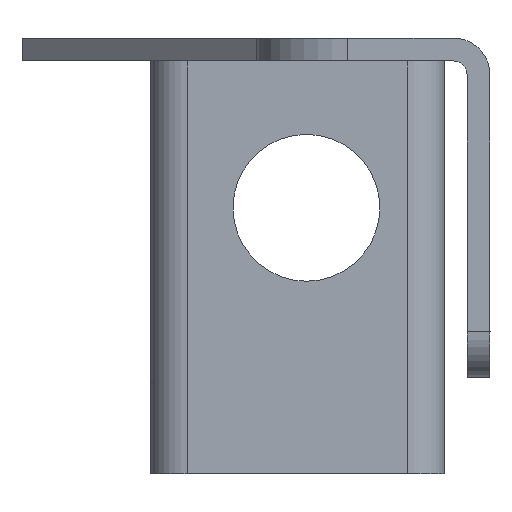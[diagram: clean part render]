
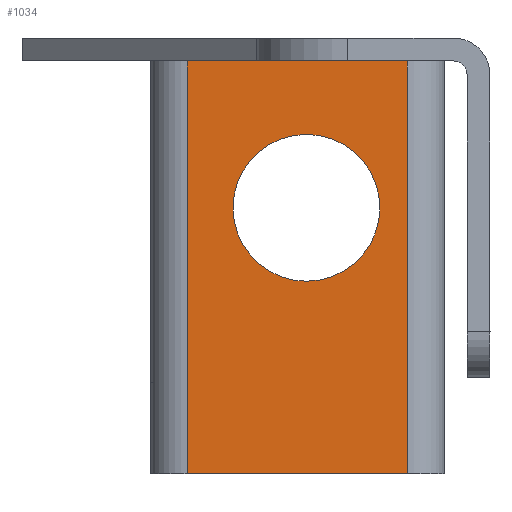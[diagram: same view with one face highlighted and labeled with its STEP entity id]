
A CAD part, left-side view. The second image highlights one B-rep face of the part: STEP entity #1034.
In plain terms, the highlighted planar face has unit normal (-1, 0, 0).
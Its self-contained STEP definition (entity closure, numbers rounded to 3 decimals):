
#10=DIRECTION('',(0.,1.,0.));
#11=VECTOR('',#10,24.004);
#12=CARTESIAN_POINT('',(303.191,8.993,-2.5));
#13=LINE('',#12,#11);
#116=DIRECTION('',(0.,-1.,0.));
#117=VECTOR('',#116,24.);
#118=CARTESIAN_POINT('',(303.191,33.,-47.5));
#119=LINE('',#118,#117);
#146=CARTESIAN_POINT('',(303.191,20.,-18.5));
#147=DIRECTION('',(-1.,0.,0.));
#148=DIRECTION('',(0.,1.,0.));
#149=AXIS2_PLACEMENT_3D('',#146,#147,#148);
#151=CARTESIAN_POINT('',(303.191,20.,-18.5));
#152=DIRECTION('',(-1.,0.,0.));
#153=DIRECTION('',(0.,-1.,0.));
#154=AXIS2_PLACEMENT_3D('',#151,#152,#153);
#160=DIRECTION('',(0.,0.,1.));
#161=VECTOR('',#160,45.);
#162=CARTESIAN_POINT('',(303.191,9.,-47.5));
#163=LINE('',#162,#161);
#189=DIRECTION('',(0.,0.,-1.));
#190=VECTOR('',#189,45.);
#191=CARTESIAN_POINT('',(303.191,32.997,-2.5));
#192=LINE('',#191,#190);
#681=CARTESIAN_POINT('',(303.191,8.993,-2.5));
#682=CARTESIAN_POINT('',(303.191,32.997,-2.5));
#683=VERTEX_POINT('',#681);
#684=VERTEX_POINT('',#682);
#739=CARTESIAN_POINT('',(303.191,33.,-47.5));
#740=CARTESIAN_POINT('',(303.191,9.,-47.5));
#741=VERTEX_POINT('',#739);
#742=VERTEX_POINT('',#740);
#833=CARTESIAN_POINT('',(303.191,28.,-18.5));
#834=CARTESIAN_POINT('',(303.191,12.,-18.5));
#835=VERTEX_POINT('',#833);
#836=VERTEX_POINT('',#834);
#1015=CARTESIAN_POINT('',(303.191,5.,-2.5));
#1016=DIRECTION('',(-1.,0.,0.));
#1017=DIRECTION('',(0.,-1.,0.));
#1018=AXIS2_PLACEMENT_3D('',#1015,#1016,#1017);
#1019=PLANE('',#1018);
#1020=ORIENTED_EDGE('',*,*,#940,.F.);
#1022=ORIENTED_EDGE('',*,*,#1021,.F.);
#1023=ORIENTED_EDGE('',*,*,#993,.F.);
#1025=ORIENTED_EDGE('',*,*,#1024,.F.);
#1026=EDGE_LOOP('',(#1020,#1022,#1023,#1025));
#1027=FACE_OUTER_BOUND('',#1026,.F.);
#1029=ORIENTED_EDGE('',*,*,#1028,.T.);
#1031=ORIENTED_EDGE('',*,*,#1030,.T.);
#1032=EDGE_LOOP('',(#1029,#1031));
#1033=FACE_BOUND('',#1032,.F.);
#1034=ADVANCED_FACE('',(#1027,#1033),#1019,.T.);
#150=CIRCLE('',#149,8.);
#155=CIRCLE('',#154,8.);
#940=EDGE_CURVE('',#683,#684,#13,.T.);
#993=EDGE_CURVE('',#741,#742,#119,.T.);
#1021=EDGE_CURVE('',#742,#683,#163,.T.);
#1024=EDGE_CURVE('',#684,#741,#192,.T.);
#1028=EDGE_CURVE('',#835,#836,#150,.T.);
#1030=EDGE_CURVE('',#836,#835,#155,.T.);
